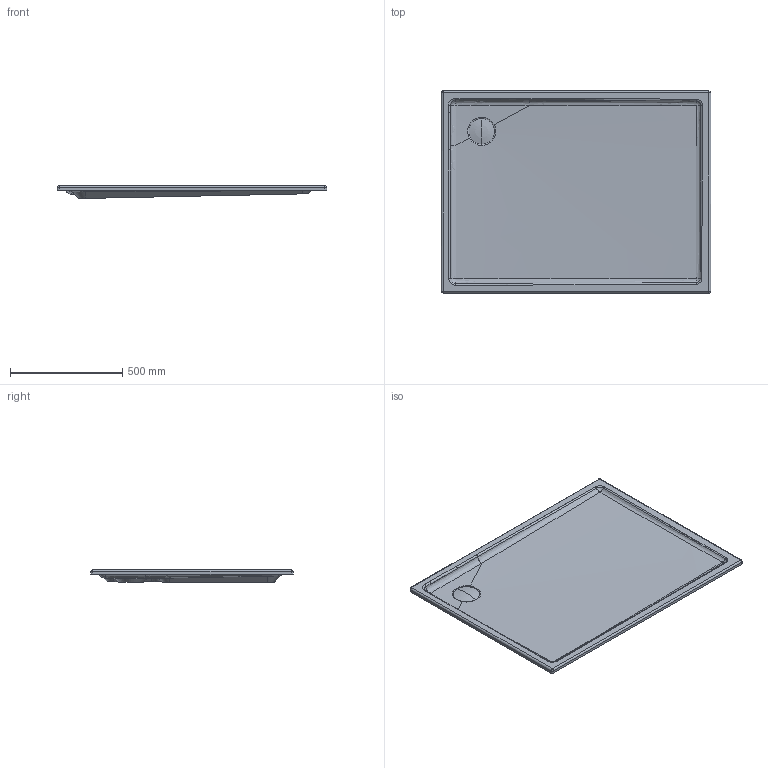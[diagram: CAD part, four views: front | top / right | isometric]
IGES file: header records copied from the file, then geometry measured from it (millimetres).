
Global section: file name: No Iges File Name specified; native system: Autodesk Inventor 2011; preprocessor: AutoDesk Inventor Iges Exporter R2011; author: Administrator; date: 20130627.202410; units: millimetre
Bounding box: 1200.33 x 900.44 x 55 mm (x, y, z)
Volume: 18539119 mm3; surface area: 2413071.1 mm2
Topology: 2 solids, 2 shells, 132 faces, 322 edges, 188 vertices
Faces by surface type: bspline 37, revolution 31, plane 29, cylinder 14, sphere 9, cone 6, torus 6
